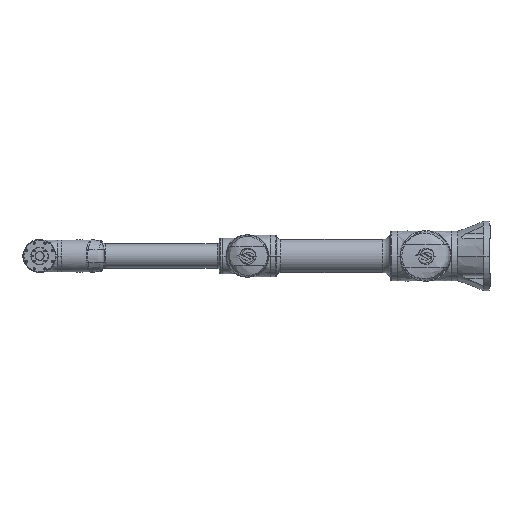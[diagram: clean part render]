
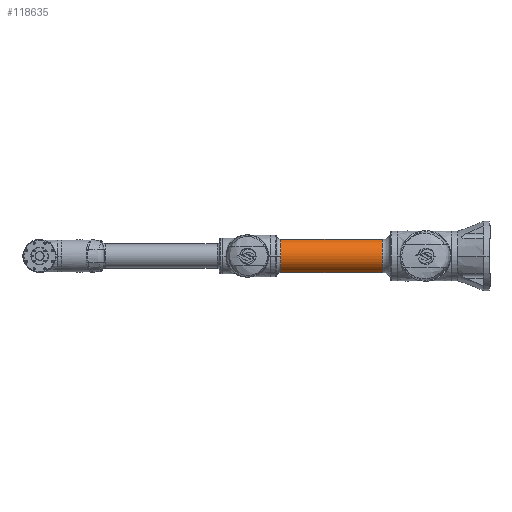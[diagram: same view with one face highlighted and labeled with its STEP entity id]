
A CAD part, left-side view. The second image highlights one B-rep face of the part: STEP entity #118635.
In plain terms, the highlighted cylindrical face has radius 60 mm (diameter 120 mm), a partial arc.
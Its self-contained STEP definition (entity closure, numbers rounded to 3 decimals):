
#1044 = ORIENTED_EDGE ( 'NONE', *, *, #14301, .T. ) ;
#1412 = CARTESIAN_POINT ( 'NONE',  ( 86.001, 525.031, 60. ) ) ;
#2313 = CARTESIAN_POINT ( 'NONE',  ( 86.001, 544., 0. ) ) ;
#3254 = DIRECTION ( 'NONE',  ( 0., 0., -1. ) ) ;
#4809 = VERTEX_POINT ( 'NONE', #1412 ) ;
#5295 = VERTEX_POINT ( 'NONE', #72088 ) ;
#5905 = DIRECTION ( 'NONE',  ( 0., -1., 0. ) ) ;
#8680 = VECTOR ( 'NONE', #140163, 1000. ) ;
#11101 = CARTESIAN_POINT ( 'NONE',  ( 86.001, 155.4, 0. ) ) ;
#11156 = VERTEX_POINT ( 'NONE', #161604 ) ;
#11583 = EDGE_CURVE ( 'NONE', #11156, #4809, #104526, .T. ) ;
#14301 = EDGE_CURVE ( 'NONE', #115992, #16573, #98591, .T. ) ;
#16573 = VERTEX_POINT ( 'NONE', #112719 ) ;
#18284 = CARTESIAN_POINT ( 'NONE',  ( 86.001, 525.031, 0. ) ) ;
#21741 = VECTOR ( 'NONE', #91855, 1000. ) ;
#31829 = CARTESIAN_POINT ( 'NONE',  ( 86.001, 525.031, 0. ) ) ;
#32769 = DIRECTION ( 'NONE',  ( 0., -1., 0. ) ) ;
#34402 = AXIS2_PLACEMENT_3D ( 'NONE', #2313, #32769, #136216 ) ;
#44460 = EDGE_CURVE ( 'NONE', #5295, #16573, #142942, .T. ) ;
#52543 = EDGE_CURVE ( 'NONE', #4809, #115992, #84233, .T. ) ;
#54121 = ORIENTED_EDGE ( 'NONE', *, *, #89367, .T. ) ;
#56031 = FACE_OUTER_BOUND ( 'NONE', #73462, .T. ) ;
#72088 = CARTESIAN_POINT ( 'NONE',  ( 86.001, 525.031, -60. ) ) ;
#73462 = EDGE_LOOP ( 'NONE', ( #54121, #98217, #133724, #1044, #165953 ) ) ;
#75710 = CARTESIAN_POINT ( 'NONE',  ( 86.001, 544., 60. ) ) ;
#84150 = DIRECTION ( 'NONE',  ( 0., 0., -1. ) ) ;
#84233 = LINE ( 'NONE', #75710, #21741 ) ;
#84580 = AXIS2_PLACEMENT_3D ( 'NONE', #31829, #180531, #3254 ) ;
#89367 = EDGE_CURVE ( 'NONE', #5295, #11156, #134399, .T. ) ;
#90300 = AXIS2_PLACEMENT_3D ( 'NONE', #18284, #5905, #167620 ) ;
#91855 = DIRECTION ( 'NONE',  ( 0., -1., 0. ) ) ;
#98217 = ORIENTED_EDGE ( 'NONE', *, *, #11583, .T. ) ;
#98591 = CIRCLE ( 'NONE', #166535, 60. ) ;
#104526 = CIRCLE ( 'NONE', #84580, 60. ) ;
#112719 = CARTESIAN_POINT ( 'NONE',  ( 86.001, 155.4, -60. ) ) ;
#113942 = DIRECTION ( 'NONE',  ( 0., 1., 0. ) ) ;
#115992 = VERTEX_POINT ( 'NONE', #186941 ) ;
#118635 = ADVANCED_FACE ( 'NONE', ( #56031 ), #171652, .T. ) ;
#133724 = ORIENTED_EDGE ( 'NONE', *, *, #52543, .T. ) ;
#134399 = CIRCLE ( 'NONE', #90300, 60. ) ;
#136216 = DIRECTION ( 'NONE',  ( 0., 0., -1. ) ) ;
#140163 = DIRECTION ( 'NONE',  ( 0., -1., 0. ) ) ;
#142096 = CARTESIAN_POINT ( 'NONE',  ( 86.001, 544., -60. ) ) ;
#142942 = LINE ( 'NONE', #142096, #8680 ) ;
#161604 = CARTESIAN_POINT ( 'NONE',  ( 146.001, 525.031, 0. ) ) ;
#165953 = ORIENTED_EDGE ( 'NONE', *, *, #44460, .F. ) ;
#166535 = AXIS2_PLACEMENT_3D ( 'NONE', #11101, #113942, #84150 ) ;
#167620 = DIRECTION ( 'NONE',  ( 0., 0., -1. ) ) ;
#171652 = CYLINDRICAL_SURFACE ( 'NONE', #34402, 60. ) ;
#180531 = DIRECTION ( 'NONE',  ( 0., -1., 0. ) ) ;
#186941 = CARTESIAN_POINT ( 'NONE',  ( 86.001, 155.4, 60. ) ) ;
